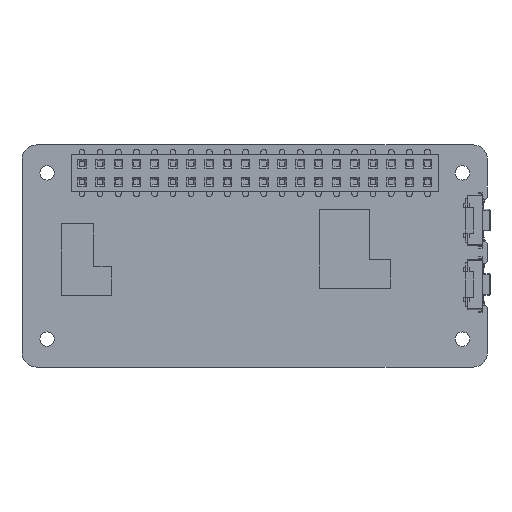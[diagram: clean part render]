
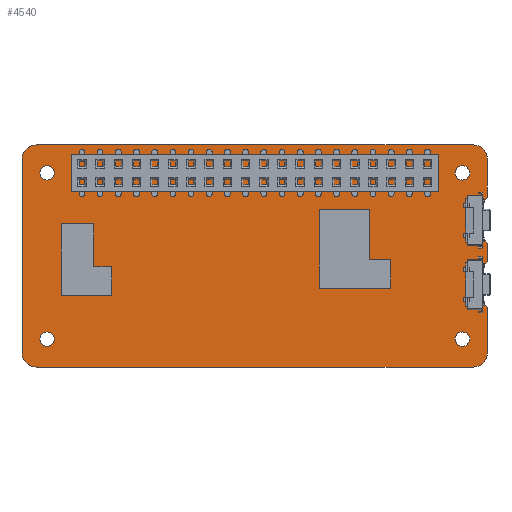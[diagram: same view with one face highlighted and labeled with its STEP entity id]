
A CAD part, front view. The second image highlights one B-rep face of the part: STEP entity #4540.
In plain terms, the highlighted planar face has unit normal (0, -1, 0).
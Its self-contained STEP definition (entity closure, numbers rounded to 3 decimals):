
#3853=CARTESIAN_POINT('',(-29.,-2.1,-9.43));
#3854=DIRECTION('',(0.,1.,0.));
#3855=DIRECTION('',(1.,0.,0.));
#3856=AXIS2_PLACEMENT_3D('',#3853,#3854,#3855);
#3861=CARTESIAN_POINT('',(-29.,-2.1,-9.43));
#3862=DIRECTION('',(0.,1.,0.));
#3863=DIRECTION('',(-1.,0.,0.));
#3864=AXIS2_PLACEMENT_3D('',#3861,#3862,#3863);
#3869=CARTESIAN_POINT('',(29.,-2.1,-9.43));
#3870=DIRECTION('',(0.,1.,0.));
#3871=DIRECTION('',(1.,0.,0.));
#3872=AXIS2_PLACEMENT_3D('',#3869,#3870,#3871);
#3877=CARTESIAN_POINT('',(29.,-2.1,-9.43));
#3878=DIRECTION('',(0.,1.,0.));
#3879=DIRECTION('',(-1.,0.,0.));
#3880=AXIS2_PLACEMENT_3D('',#3877,#3878,#3879);
#3885=CARTESIAN_POINT('',(-29.,-2.1,13.77));
#3886=DIRECTION('',(0.,1.,0.));
#3887=DIRECTION('',(1.,0.,0.));
#3888=AXIS2_PLACEMENT_3D('',#3885,#3886,#3887);
#3893=CARTESIAN_POINT('',(-29.,-2.1,13.77));
#3894=DIRECTION('',(0.,1.,0.));
#3895=DIRECTION('',(-1.,0.,0.));
#3896=AXIS2_PLACEMENT_3D('',#3893,#3894,#3895);
#3901=CARTESIAN_POINT('',(29.,-2.1,13.77));
#3902=DIRECTION('',(0.,1.,0.));
#3903=DIRECTION('',(1.,0.,0.));
#3904=AXIS2_PLACEMENT_3D('',#3901,#3902,#3903);
#3909=CARTESIAN_POINT('',(29.,-2.1,13.77));
#3910=DIRECTION('',(0.,1.,0.));
#3911=DIRECTION('',(-1.,0.,0.));
#3912=AXIS2_PLACEMENT_3D('',#3909,#3910,#3911);
#3917=DIRECTION('',(-0.707,0.,-0.707));
#3918=VECTOR('',#3917,0.849);
#3919=CARTESIAN_POINT('',(32.5,-2.1,10.37));
#3920=LINE('',#3919,#3918);
#3924=DIRECTION('',(0.,0.,-1.));
#3925=VECTOR('',#3924,5.2);
#3926=CARTESIAN_POINT('',(31.9,-2.1,9.77));
#3927=LINE('',#3926,#3925);
#3931=DIRECTION('',(0.707,0.,-0.707));
#3932=VECTOR('',#3931,0.849);
#3933=CARTESIAN_POINT('',(31.9,-2.1,4.57));
#3934=LINE('',#3933,#3932);
#3938=DIRECTION('',(0.,0.,1.));
#3939=VECTOR('',#3938,2.6);
#3940=CARTESIAN_POINT('',(32.5,-2.1,1.37));
#3941=LINE('',#3940,#3939);
#3945=DIRECTION('',(-0.707,0.,-0.707));
#3946=VECTOR('',#3945,0.849);
#3947=CARTESIAN_POINT('',(32.5,-2.1,1.37));
#3948=LINE('',#3947,#3946);
#3952=DIRECTION('',(0.,0.,-1.));
#3953=VECTOR('',#3952,5.2);
#3954=CARTESIAN_POINT('',(31.9,-2.1,0.77));
#3955=LINE('',#3954,#3953);
#3959=DIRECTION('',(0.707,0.,-0.707));
#3960=VECTOR('',#3959,0.849);
#3961=CARTESIAN_POINT('',(31.9,-2.1,-4.43));
#3962=LINE('',#3961,#3960);
#3966=DIRECTION('',(0.,0.,1.));
#3967=VECTOR('',#3966,6.3);
#3968=CARTESIAN_POINT('',(32.5,-2.1,-11.33));
#3969=LINE('',#3968,#3967);
#3973=CARTESIAN_POINT('',(30.5,-2.1,-11.33));
#3974=DIRECTION('',(0.,-1.,0.));
#3975=DIRECTION('',(0.,0.,-1.));
#3976=AXIS2_PLACEMENT_3D('',#3973,#3974,#3975);
#3981=DIRECTION('',(1.,0.,0.));
#3982=VECTOR('',#3981,61.);
#3983=CARTESIAN_POINT('',(-30.5,-2.1,-13.33));
#3984=LINE('',#3983,#3982);
#3988=CARTESIAN_POINT('',(-30.5,-2.1,-11.33));
#3989=DIRECTION('',(0.,-1.,0.));
#3990=DIRECTION('',(-1.,0.,0.));
#3991=AXIS2_PLACEMENT_3D('',#3988,#3989,#3990);
#3996=DIRECTION('',(0.,0.,-1.));
#3997=VECTOR('',#3996,27.);
#3998=CARTESIAN_POINT('',(-32.5,-2.1,15.67));
#3999=LINE('',#3998,#3997);
#4003=CARTESIAN_POINT('',(-30.5,-2.1,15.67));
#4004=DIRECTION('',(0.,-1.,0.));
#4005=DIRECTION('',(0.,0.,1.));
#4006=AXIS2_PLACEMENT_3D('',#4003,#4004,#4005);
#4011=DIRECTION('',(-1.,0.,0.));
#4012=VECTOR('',#4011,61.);
#4013=CARTESIAN_POINT('',(30.5,-2.1,17.67));
#4014=LINE('',#4013,#4012);
#4018=CARTESIAN_POINT('',(30.5,-2.1,15.67));
#4019=DIRECTION('',(0.,-1.,0.));
#4020=DIRECTION('',(1.,0.,0.));
#4021=AXIS2_PLACEMENT_3D('',#4018,#4019,#4020);
#4026=DIRECTION('',(0.,0.,1.));
#4027=VECTOR('',#4026,5.3);
#4028=CARTESIAN_POINT('',(32.5,-2.1,10.37));
#4029=LINE('',#4028,#4027);
#4381=CARTESIAN_POINT('',(-28.,-2.1,-9.43));
#4382=CARTESIAN_POINT('',(-30.,-2.1,-9.43));
#4383=VERTEX_POINT('',#4381);
#4384=VERTEX_POINT('',#4382);
#4385=CARTESIAN_POINT('',(30.,-2.1,-9.43));
#4386=CARTESIAN_POINT('',(28.,-2.1,-9.43));
#4387=VERTEX_POINT('',#4385);
#4388=VERTEX_POINT('',#4386);
#4389=CARTESIAN_POINT('',(-28.,-2.1,13.77));
#4390=CARTESIAN_POINT('',(-30.,-2.1,13.77));
#4391=VERTEX_POINT('',#4389);
#4392=VERTEX_POINT('',#4390);
#4393=CARTESIAN_POINT('',(30.,-2.1,13.77));
#4394=CARTESIAN_POINT('',(28.,-2.1,13.77));
#4395=VERTEX_POINT('',#4393);
#4396=VERTEX_POINT('',#4394);
#4417=CARTESIAN_POINT('',(-30.5,-2.1,17.67));
#4418=VERTEX_POINT('',#4417);
#4419=CARTESIAN_POINT('',(-32.5,-2.1,15.67));
#4420=VERTEX_POINT('',#4419);
#4425=CARTESIAN_POINT('',(-32.5,-2.1,-11.33));
#4426=VERTEX_POINT('',#4425);
#4427=CARTESIAN_POINT('',(-30.5,-2.1,-13.33));
#4428=VERTEX_POINT('',#4427);
#4433=CARTESIAN_POINT('',(32.5,-2.1,15.67));
#4434=VERTEX_POINT('',#4433);
#4435=CARTESIAN_POINT('',(30.5,-2.1,17.67));
#4436=VERTEX_POINT('',#4435);
#4441=CARTESIAN_POINT('',(30.5,-2.1,-13.33));
#4442=VERTEX_POINT('',#4441);
#4443=CARTESIAN_POINT('',(32.5,-2.1,-11.33));
#4444=VERTEX_POINT('',#4443);
#4445=CARTESIAN_POINT('',(32.5,-2.1,10.37));
#4446=CARTESIAN_POINT('',(31.9,-2.1,9.77));
#4447=VERTEX_POINT('',#4445);
#4448=VERTEX_POINT('',#4446);
#4449=CARTESIAN_POINT('',(31.9,-2.1,4.57));
#4450=VERTEX_POINT('',#4449);
#4451=CARTESIAN_POINT('',(32.5,-2.1,3.97));
#4452=VERTEX_POINT('',#4451);
#4453=CARTESIAN_POINT('',(32.5,-2.1,1.37));
#4454=CARTESIAN_POINT('',(31.9,-2.1,0.77));
#4455=VERTEX_POINT('',#4453);
#4456=VERTEX_POINT('',#4454);
#4457=CARTESIAN_POINT('',(31.9,-2.1,-4.43));
#4458=VERTEX_POINT('',#4457);
#4459=CARTESIAN_POINT('',(32.5,-2.1,-5.03));
#4460=VERTEX_POINT('',#4459);
#4477=CARTESIAN_POINT('',(-56.286,-2.1,-25.));
#4478=DIRECTION('',(0.,-1.,0.));
#4479=DIRECTION('',(1.,0.,0.));
#4480=AXIS2_PLACEMENT_3D('',#4477,#4478,#4479);
#4481=PLANE('',#4480);
#4483=ORIENTED_EDGE('',*,*,#4482,.T.);
#4485=ORIENTED_EDGE('',*,*,#4484,.T.);
#4487=ORIENTED_EDGE('',*,*,#4486,.T.);
#4489=ORIENTED_EDGE('',*,*,#4488,.F.);
#4491=ORIENTED_EDGE('',*,*,#4490,.T.);
#4493=ORIENTED_EDGE('',*,*,#4492,.T.);
#4495=ORIENTED_EDGE('',*,*,#4494,.T.);
#4497=ORIENTED_EDGE('',*,*,#4496,.F.);
#4499=ORIENTED_EDGE('',*,*,#4498,.F.);
#4501=ORIENTED_EDGE('',*,*,#4500,.F.);
#4503=ORIENTED_EDGE('',*,*,#4502,.F.);
#4505=ORIENTED_EDGE('',*,*,#4504,.F.);
#4507=ORIENTED_EDGE('',*,*,#4506,.F.);
#4509=ORIENTED_EDGE('',*,*,#4508,.F.);
#4511=ORIENTED_EDGE('',*,*,#4510,.F.);
#4513=ORIENTED_EDGE('',*,*,#4512,.F.);
#4514=EDGE_LOOP('',(#4483,#4485,#4487,#4489,#4491,#4493,#4495,#4497,#4499,#4501,
#4503,#4505,#4507,#4509,#4511,#4513));
#4515=FACE_OUTER_BOUND('',#4514,.F.);
#4517=ORIENTED_EDGE('',*,*,#4516,.F.);
#4519=ORIENTED_EDGE('',*,*,#4518,.F.);
#4520=EDGE_LOOP('',(#4517,#4519));
#4521=FACE_BOUND('',#4520,.F.);
#4523=ORIENTED_EDGE('',*,*,#4522,.F.);
#4525=ORIENTED_EDGE('',*,*,#4524,.F.);
#4526=EDGE_LOOP('',(#4523,#4525));
#4527=FACE_BOUND('',#4526,.F.);
#4529=ORIENTED_EDGE('',*,*,#4528,.F.);
#4531=ORIENTED_EDGE('',*,*,#4530,.F.);
#4532=EDGE_LOOP('',(#4529,#4531));
#4533=FACE_BOUND('',#4532,.F.);
#4535=ORIENTED_EDGE('',*,*,#4534,.F.);
#4537=ORIENTED_EDGE('',*,*,#4536,.F.);
#4538=EDGE_LOOP('',(#4535,#4537));
#4539=FACE_BOUND('',#4538,.F.);
#4540=ADVANCED_FACE('',(#4515,#4521,#4527,#4533,#4539),#4481,.T.);
#3857=CIRCLE('',#3856,1.);
#3865=CIRCLE('',#3864,1.);
#3873=CIRCLE('',#3872,1.);
#3881=CIRCLE('',#3880,1.);
#3889=CIRCLE('',#3888,1.);
#3897=CIRCLE('',#3896,1.);
#3905=CIRCLE('',#3904,1.);
#3913=CIRCLE('',#3912,1.);
#3977=CIRCLE('',#3976,2.);
#3992=CIRCLE('',#3991,2.);
#4007=CIRCLE('',#4006,2.);
#4022=CIRCLE('',#4021,2.);
#4482=EDGE_CURVE('',#4447,#4448,#3920,.T.);
#4484=EDGE_CURVE('',#4448,#4450,#3927,.T.);
#4486=EDGE_CURVE('',#4450,#4452,#3934,.T.);
#4488=EDGE_CURVE('',#4455,#4452,#3941,.T.);
#4490=EDGE_CURVE('',#4455,#4456,#3948,.T.);
#4492=EDGE_CURVE('',#4456,#4458,#3955,.T.);
#4494=EDGE_CURVE('',#4458,#4460,#3962,.T.);
#4496=EDGE_CURVE('',#4444,#4460,#3969,.T.);
#4498=EDGE_CURVE('',#4442,#4444,#3977,.T.);
#4500=EDGE_CURVE('',#4428,#4442,#3984,.T.);
#4502=EDGE_CURVE('',#4426,#4428,#3992,.T.);
#4504=EDGE_CURVE('',#4420,#4426,#3999,.T.);
#4506=EDGE_CURVE('',#4418,#4420,#4007,.T.);
#4508=EDGE_CURVE('',#4436,#4418,#4014,.T.);
#4510=EDGE_CURVE('',#4434,#4436,#4022,.T.);
#4512=EDGE_CURVE('',#4447,#4434,#4029,.T.);
#4516=EDGE_CURVE('',#4387,#4388,#3873,.T.);
#4518=EDGE_CURVE('',#4388,#4387,#3881,.T.);
#4522=EDGE_CURVE('',#4391,#4392,#3889,.T.);
#4524=EDGE_CURVE('',#4392,#4391,#3897,.T.);
#4528=EDGE_CURVE('',#4395,#4396,#3905,.T.);
#4530=EDGE_CURVE('',#4396,#4395,#3913,.T.);
#4534=EDGE_CURVE('',#4383,#4384,#3857,.T.);
#4536=EDGE_CURVE('',#4384,#4383,#3865,.T.);
